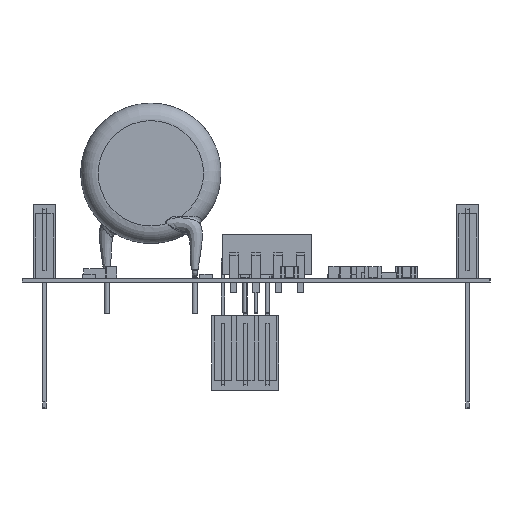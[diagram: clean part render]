
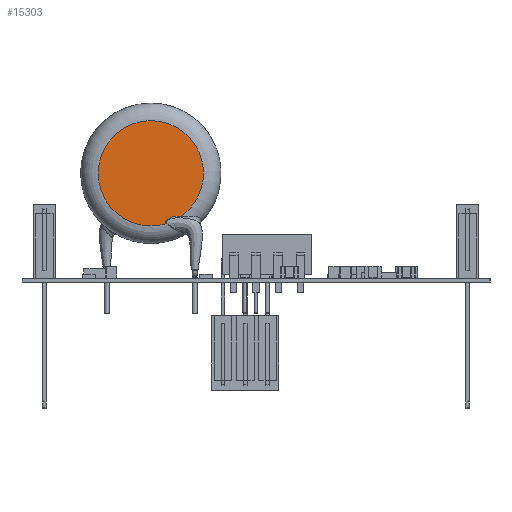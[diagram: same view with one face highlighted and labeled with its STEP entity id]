
A CAD part, left-side view. The second image highlights one B-rep face of the part: STEP entity #15303.
In plain terms, the highlighted face is planar.
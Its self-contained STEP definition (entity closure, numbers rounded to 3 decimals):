
#14993 = VERTEX_POINT('',#14994);
#14994 = CARTESIAN_POINT('',(-3.471,2.5,7.106));
#15001 = EDGE_CURVE('',#14993,#15002,#15004,.T.);
#15002 = VERTEX_POINT('',#15003);
#15003 = CARTESIAN_POINT('',(-1.78,2.5,6.27));
#15004 = B_SPLINE_CURVE_WITH_KNOTS('',3,(#15005,#15006,#15007,#15008,
    #15009,#15010,#15011),.UNSPECIFIED.,.F.,.F.,(4,1,1,1,4),(
    -0.22,-0.094,-0.031,
    -0.016,0.),.UNSPECIFIED.);
#15005 = CARTESIAN_POINT('',(-3.471,2.5,7.106));
#15006 = CARTESIAN_POINT('',(-3.054,2.5,7.149));
#15007 = CARTESIAN_POINT('',(-2.426,2.5,7.076));
#15008 = CARTESIAN_POINT('',(-1.791,2.5,6.729));
#15009 = CARTESIAN_POINT('',(-1.697,2.5,6.412));
#15010 = CARTESIAN_POINT('',(-1.748,2.5,6.311));
#15011 = CARTESIAN_POINT('',(-1.78,2.5,6.27));
#15303 = ADVANCED_FACE('',(#15304),#15314,.T.);
#15304 = FACE_BOUND('',#15305,.T.);
#15305 = EDGE_LOOP('',(#15306,#15307));
#15306 = ORIENTED_EDGE('',*,*,#15001,.F.);
#15307 = ORIENTED_EDGE('',*,*,#15308,.F.);
#15308 = EDGE_CURVE('',#15002,#14993,#15309,.T.);
#15309 = CIRCLE('',#15310,6.);
#15310 = AXIS2_PLACEMENT_3D('',#15311,#15312,#15313);
#15311 = CARTESIAN_POINT('',(0.,2.5,12.));
#15312 = DIRECTION('',(0.,-1.,0.));
#15313 = DIRECTION('',(1.,0.,0.));
#15314 = PLANE('',#15315);
#15315 = AXIS2_PLACEMENT_3D('',#15316,#15317,#15318);
#15316 = CARTESIAN_POINT('',(0.,2.5,12.));
#15317 = DIRECTION('',(0.,1.,0.));
#15318 = DIRECTION('',(0.,0.,1.));
